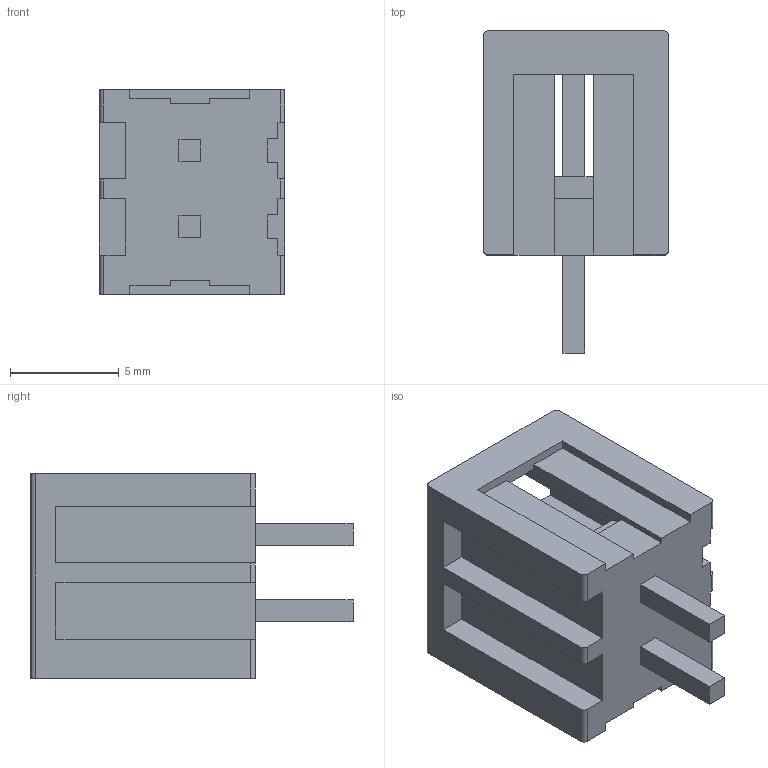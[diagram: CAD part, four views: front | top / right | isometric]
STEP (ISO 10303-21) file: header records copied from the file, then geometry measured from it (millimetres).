
FILE_DESCRIPTION(/* description */ ('STEP AP214'),/* implementation_level */ '2;1');
FILE_NAME(/* name */ '734-132',/* time_stamp */ '2024-02-16T11:52:46+01:00',/* author */ ('License CC BY-ND 4.0'),/* organization */ ('CADENAS'),/* preprocessor_version */ 'ST-DEVELOPER v19.3',/* originating_system */ 'PARTsolutions',/* authorisation */ ' ');
FILE_SCHEMA (('AUTOMOTIVE_DESIGN {1 0 10303 214 3 1 1}'));
Length unit declared in the file: millimetre
Products named in the file (1): 734-132
Bounding box: 8.5 x 14.8 x 9.4 mm (x, y, z)
Volume: 430.2 mm3; surface area: 902.5 mm2
Topology: 1 solids, 1 shells, 100 faces, 285 edges, 190 vertices
Faces by surface type: plane 92, cylinder 8
Entity records: 3937 total; most frequent: CARTESIAN_POINT 576, ORIENTED_EDGE 570, DIRECTION 503, EDGE_CURVE 285, LINE 269, VECTOR 269, VERTEX_POINT 190, AXIS2_PLACEMENT_3D 117
